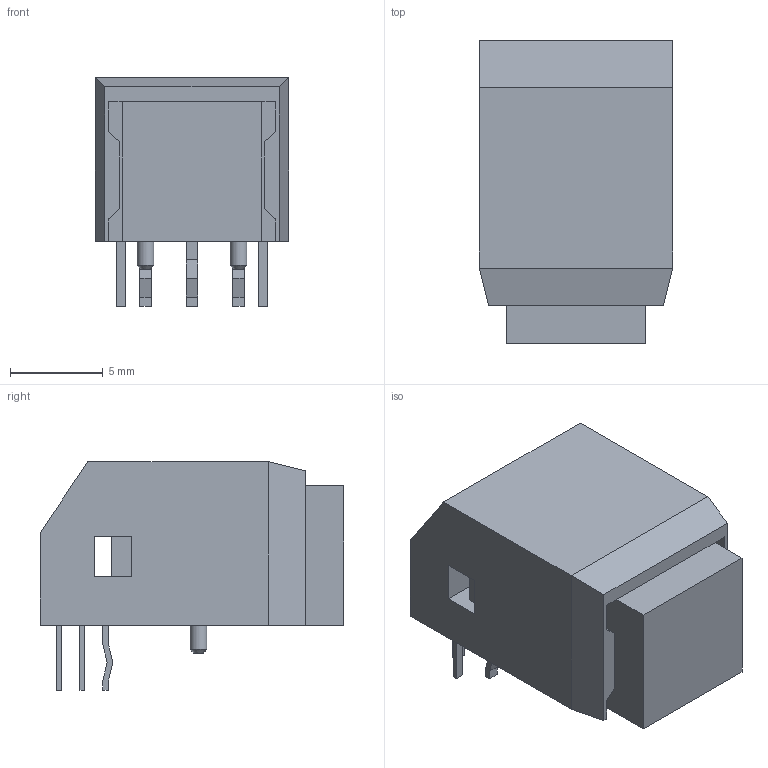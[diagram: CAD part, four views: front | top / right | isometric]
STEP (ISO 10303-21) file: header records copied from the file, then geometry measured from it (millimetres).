
FILE_DESCRIPTION((' '),'2;1');
FILE_NAME('LP4xx1RBAxx.stp','2017-07-19T16:29:29',(' '),(' '),' ','ACIS',' ');
FILE_SCHEMA(('CONFIG_CONTROL_DESIGN'));
Length unit declared in the file: inch
Products named in the file (1): LP4xx1RBAxx.stp
Bounding box: 10.4 x 16.3 x 12.3 mm (x, y, z)
Volume: 1182.3 mm3; surface area: 1424 mm2
Topology: 1 solids, 1 shells, 214 faces, 596 edges, 386 vertices
Faces by surface type: plane 190, cylinder 18, bspline 4, cone 2
Full cylindrical faces by diameter (mm): 0.9 x2
Entity records: 7001 total; most frequent: CARTESIAN_POINT 1411, ORIENTED_EDGE 1176, DIRECTION 1046, EDGE_CURVE 588, VECTOR 532, LINE 532, VERTEX_POINT 386, AXIS2_PLACEMENT_3D 257
